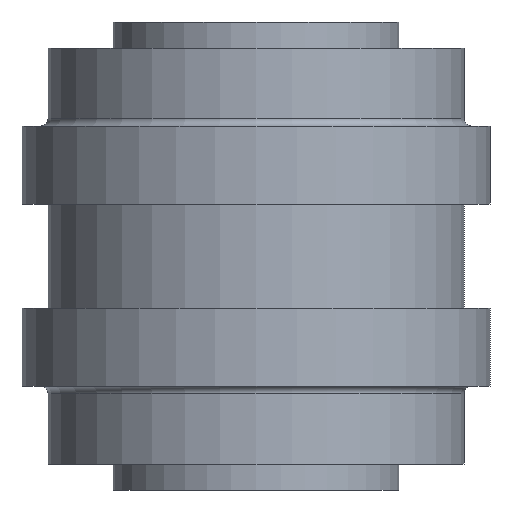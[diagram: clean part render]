
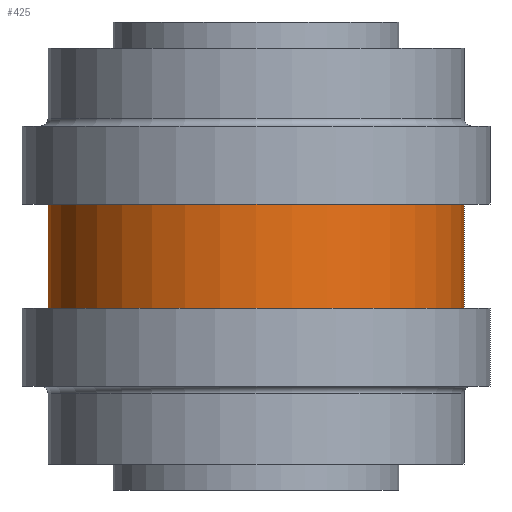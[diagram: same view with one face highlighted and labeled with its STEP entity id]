
A CAD part, front view. The second image highlights one B-rep face of the part: STEP entity #425.
In plain terms, the highlighted cylindrical face has radius 80 mm (diameter 160 mm), a partial arc.
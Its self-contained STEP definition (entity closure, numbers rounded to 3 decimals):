
#31 = CYLINDRICAL_SURFACE ( 'NONE', #649, 80. ) ;
#55 = ORIENTED_EDGE ( 'NONE', *, *, #816, .T. ) ;
#105 = EDGE_LOOP ( 'NONE', ( #1043, #188, #55, #326 ) ) ;
#110 = CARTESIAN_POINT ( 'NONE',  ( -80., 0., -20. ) ) ;
#119 = DIRECTION ( 'NONE',  ( 0., 0., 1. ) ) ;
#131 = VERTEX_POINT ( 'NONE', #655 ) ;
#188 = ORIENTED_EDGE ( 'NONE', *, *, #1134, .T. ) ;
#235 = LINE ( 'NONE', #988, #1008 ) ;
#237 = FACE_OUTER_BOUND ( 'NONE', #105, .T. ) ;
#239 = AXIS2_PLACEMENT_3D ( 'NONE', #293, #119, #591 ) ;
#293 = CARTESIAN_POINT ( 'NONE',  ( 0., 0., 20. ) ) ;
#326 = ORIENTED_EDGE ( 'NONE', *, *, #772, .F. ) ;
#367 = VERTEX_POINT ( 'NONE', #1112 ) ;
#425 = ADVANCED_FACE ( 'NONE', ( #237 ), #31, .T. ) ;
#449 = LINE ( 'NONE', #844, #715 ) ;
#457 = CARTESIAN_POINT ( 'NONE',  ( 0., 0., -20. ) ) ;
#472 = DIRECTION ( 'NONE',  ( 0., 0., 1. ) ) ;
#473 = DIRECTION ( 'NONE',  ( 1., 0., 0. ) ) ;
#520 = DIRECTION ( 'NONE',  ( 1., 0., 0. ) ) ;
#591 = DIRECTION ( 'NONE',  ( 1., 0., 0. ) ) ;
#620 = DIRECTION ( 'NONE',  ( 0., 0., 1. ) ) ;
#649 = AXIS2_PLACEMENT_3D ( 'NONE', #750, #620, #520 ) ;
#655 = CARTESIAN_POINT ( 'NONE',  ( 80., 0., 20. ) ) ;
#703 = CIRCLE ( 'NONE', #1004, 80. ) ;
#715 = VECTOR ( 'NONE', #1139, 1000. ) ;
#750 = CARTESIAN_POINT ( 'NONE',  ( 0., 0., -20. ) ) ;
#772 = EDGE_CURVE ( 'NONE', #367, #131, #781, .T. ) ;
#781 = CIRCLE ( 'NONE', #239, 80. ) ;
#798 = EDGE_CURVE ( 'NONE', #828, #367, #235, .T. ) ;
#816 = EDGE_CURVE ( 'NONE', #1024, #131, #449, .T. ) ;
#828 = VERTEX_POINT ( 'NONE', #110 ) ;
#844 = CARTESIAN_POINT ( 'NONE',  ( 80., 0., -20. ) ) ;
#988 = CARTESIAN_POINT ( 'NONE',  ( -80., 0., -20. ) ) ;
#1004 = AXIS2_PLACEMENT_3D ( 'NONE', #457, #472, #473 ) ;
#1008 = VECTOR ( 'NONE', #1143, 1000. ) ;
#1024 = VERTEX_POINT ( 'NONE', #1031 ) ;
#1031 = CARTESIAN_POINT ( 'NONE',  ( 80., 0., -20. ) ) ;
#1043 = ORIENTED_EDGE ( 'NONE', *, *, #798, .F. ) ;
#1112 = CARTESIAN_POINT ( 'NONE',  ( -80., 0., 20. ) ) ;
#1134 = EDGE_CURVE ( 'NONE', #828, #1024, #703, .T. ) ;
#1139 = DIRECTION ( 'NONE',  ( 0., 0., 1. ) ) ;
#1143 = DIRECTION ( 'NONE',  ( 0., 0., 1. ) ) ;
